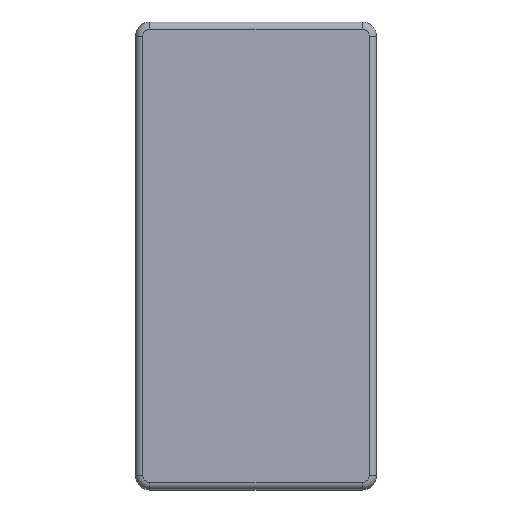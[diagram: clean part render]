
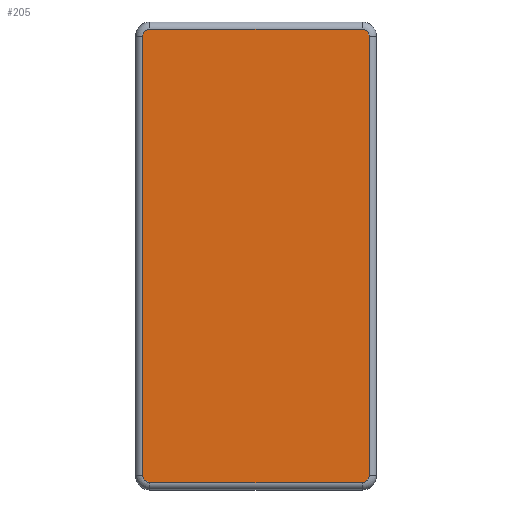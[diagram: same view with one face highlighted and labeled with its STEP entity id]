
A CAD part, top view. The second image highlights one B-rep face of the part: STEP entity #205.
In plain terms, the highlighted planar face has unit normal (0, 0, 1).
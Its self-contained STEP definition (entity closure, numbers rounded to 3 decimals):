
#15=DIRECTION('',(1.,0.,0.));
#41=VECTOR('',#42,1.);
#42=DIRECTION('',(0.,-1.,0.));
#75=DIRECTION('',(0.,0.,-1.));
#76=DIRECTION('',(0.,1.,0.));
#84=VERTEX_POINT('',#85);
#85=CARTESIAN_POINT('',(15.52,1.65,10.3));
#91=ORIENTED_EDGE('',*,*,#92,.T.);
#92=EDGE_CURVE('',#84,#93,#95,.T.);
#93=VERTEX_POINT('',#94);
#94=CARTESIAN_POINT('',(15.52,-28.95,10.3));
#95=LINE('',#85,#41);
#121=VECTOR('',#122,1.);
#122=DIRECTION('',(-1.,0.,0.));
#130=DIRECTION('',(0.,0.,-1.));
#137=VECTOR('',#76,1.);
#149=VECTOR('',#15,1.);
#169=DIRECTION('',(0.,0.,-1.));
#176=VERTEX_POINT('',#177);
#177=CARTESIAN_POINT('',(15.02,2.15,10.3));
#183=EDGE_CURVE('',#176,#84,#184,.T.);
#184=CIRCLE('',#185,0.5);
#185=AXIS2_PLACEMENT_3D('',#186,#75,#76);
#186=CARTESIAN_POINT('',(15.02,1.65,10.3));
#205=ADVANCED_FACE('',(#206),#245,.F.);
#206=FACE_BOUND('',#207,.F.);
#207=EDGE_LOOP('',(#208,#213,#91,#214,#221,#226,#234,#239));
#208=ORIENTED_EDGE('',*,*,#209,.T.);
#209=EDGE_CURVE('',#210,#176,#212,.T.);
#210=VERTEX_POINT('',#211);
#211=CARTESIAN_POINT('',(0.22,2.15,10.3));
#212=LINE('',#211,#149);
#213=ORIENTED_EDGE('',*,*,#183,.T.);
#214=ORIENTED_EDGE('',*,*,#215,.T.);
#215=EDGE_CURVE('',#93,#216,#218,.T.);
#216=VERTEX_POINT('',#217);
#217=CARTESIAN_POINT('',(15.02,-29.45,10.3));
#218=CIRCLE('',#219,0.5);
#219=AXIS2_PLACEMENT_3D('',#220,#169,#15);
#220=CARTESIAN_POINT('',(15.02,-28.95,10.3));
#221=ORIENTED_EDGE('',*,*,#222,.T.);
#222=EDGE_CURVE('',#216,#223,#225,.T.);
#223=VERTEX_POINT('',#224);
#224=CARTESIAN_POINT('',(0.22,-29.45,10.3));
#225=LINE('',#217,#121);
#226=ORIENTED_EDGE('',*,*,#227,.T.);
#227=EDGE_CURVE('',#223,#228,#230,.T.);
#228=VERTEX_POINT('',#229);
#229=CARTESIAN_POINT('',(-0.28,-28.95,10.3));
#230=CIRCLE('',#231,0.5);
#231=AXIS2_PLACEMENT_3D('',#232,#75,#233);
#232=CARTESIAN_POINT('',(0.22,-28.95,10.3));
#233=DIRECTION('',(0.,-1.,0.));
#234=ORIENTED_EDGE('',*,*,#235,.T.);
#235=EDGE_CURVE('',#228,#236,#238,.T.);
#236=VERTEX_POINT('',#237);
#237=CARTESIAN_POINT('',(-0.28,1.65,10.3));
#238=LINE('',#229,#137);
#239=ORIENTED_EDGE('',*,*,#240,.T.);
#240=EDGE_CURVE('',#236,#210,#241,.T.);
#241=CIRCLE('',#242,0.5);
#242=AXIS2_PLACEMENT_3D('',#243,#169,#244);
#243=CARTESIAN_POINT('',(0.22,1.65,10.3));
#244=DIRECTION('',(-1.,0.,0.));
#245=PLANE('',#246);
#246=AXIS2_PLACEMENT_3D('',#247,#130,#122);
#247=CARTESIAN_POINT('',(7.62,-13.65,10.3));
